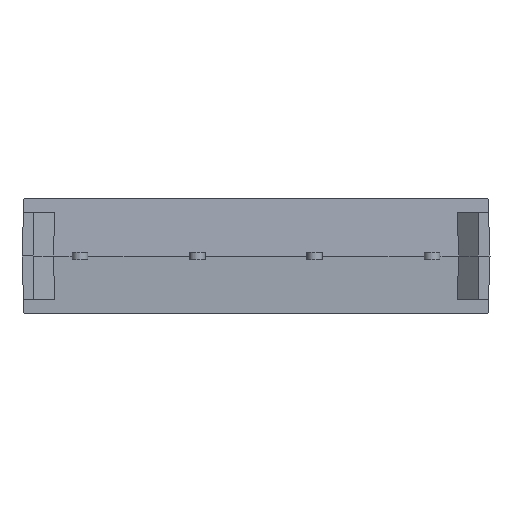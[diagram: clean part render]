
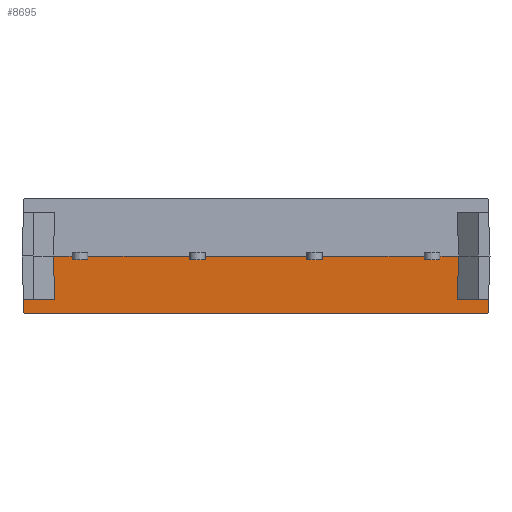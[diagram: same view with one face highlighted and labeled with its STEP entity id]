
A CAD part, front view. The second image highlights one B-rep face of the part: STEP entity #8695.
In plain terms, the highlighted planar face has unit normal (0, -0.999, -0.035).
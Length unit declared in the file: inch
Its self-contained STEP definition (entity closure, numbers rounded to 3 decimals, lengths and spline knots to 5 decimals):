
#8496=CARTESIAN_POINT('',(-0.05,-0.0554,0.005));
#8497=DIRECTION('',(0.,0.999,0.035));
#8498=DIRECTION('',(0.,-0.035,0.999));
#8499=AXIS2_PLACEMENT_3D('',#8496,#8497,#8498);
#8500=PLANE('',#8499);
#8501=CARTESIAN_POINT('',(-0.115,-0.05523,0.0));
#8502=VERTEX_POINT('',#8501);
#8503=CARTESIAN_POINT('',(-0.115,-0.0554,0.005));
#8504=VERTEX_POINT('',#8503);
#8505=CARTESIAN_POINT('',(-0.115,-0.05523,0.0));
#8506=DIRECTION('',(0.0,-0.035,0.999));
#8507=VECTOR('',#8506,0.005);
#8508=LINE('',#8505,#8507);
#8509=EDGE_CURVE('',#8502,#8504,#8508,.T.);
#8510=ORIENTED_EDGE('',*,*,#8509,.F.);
#8511=CARTESIAN_POINT('',(-0.135,-0.05523,0.0));
#8512=VERTEX_POINT('',#8511);
#8513=CARTESIAN_POINT('',(-0.135,-0.05523,0.));
#8514=DIRECTION('',(1.0,0.0,0.0));
#8515=VECTOR('',#8514,0.02);
#8516=LINE('',#8513,#8515);
#8517=EDGE_CURVE('',#8512,#8502,#8516,.T.);
#8518=ORIENTED_EDGE('',*,*,#8517,.F.);
#8519=CARTESIAN_POINT('',(-0.135,-0.0554,0.005));
#8520=VERTEX_POINT('',#8519);
#8521=CARTESIAN_POINT('',(-0.135,-0.0554,0.005));
#8522=DIRECTION('',(0.0,0.035,-0.999));
#8523=VECTOR('',#8522,0.005);
#8524=LINE('',#8521,#8523);
#8525=EDGE_CURVE('',#8520,#8512,#8524,.T.);
#8526=ORIENTED_EDGE('',*,*,#8525,.F.);
#8527=CARTESIAN_POINT('',(-0.265,-0.0554,0.005));
#8528=VERTEX_POINT('',#8527);
#8529=CARTESIAN_POINT('',(-0.135,-0.0554,0.005));
#8530=DIRECTION('',(-1.0,0.0,0.0));
#8531=VECTOR('',#8530,0.13);
#8532=LINE('',#8529,#8531);
#8533=EDGE_CURVE('',#8520,#8528,#8532,.T.);
#8534=ORIENTED_EDGE('',*,*,#8533,.T.);
#8535=CARTESIAN_POINT('',(-0.265,-0.05523,0.0));
#8536=VERTEX_POINT('',#8535);
#8537=CARTESIAN_POINT('',(-0.265,-0.05523,0.0));
#8538=DIRECTION('',(0.0,-0.035,0.999));
#8539=VECTOR('',#8538,0.005);
#8540=LINE('',#8537,#8539);
#8541=EDGE_CURVE('',#8536,#8528,#8540,.T.);
#8542=ORIENTED_EDGE('',*,*,#8541,.F.);
#8543=CARTESIAN_POINT('',(-0.285,-0.05523,0.0));
#8544=VERTEX_POINT('',#8543);
#8545=CARTESIAN_POINT('',(-0.285,-0.05523,0.));
#8546=DIRECTION('',(1.0,0.0,0.0));
#8547=VECTOR('',#8546,0.02);
#8548=LINE('',#8545,#8547);
#8549=EDGE_CURVE('',#8544,#8536,#8548,.T.);
#8550=ORIENTED_EDGE('',*,*,#8549,.F.);
#8551=CARTESIAN_POINT('',(-0.285,-0.0554,0.005));
#8552=VERTEX_POINT('',#8551);
#8553=CARTESIAN_POINT('',(-0.285,-0.0554,0.005));
#8554=DIRECTION('',(0.0,0.035,-0.999));
#8555=VECTOR('',#8554,0.005);
#8556=LINE('',#8553,#8555);
#8557=EDGE_CURVE('',#8552,#8544,#8556,.T.);
#8558=ORIENTED_EDGE('',*,*,#8557,.F.);
#8559=CARTESIAN_POINT('',(-0.309,-0.0554,0.005));
#8560=VERTEX_POINT('',#8559);
#8561=CARTESIAN_POINT('',(-0.285,-0.0554,0.005));
#8562=DIRECTION('',(-1.0,0.0,0.0));
#8563=VECTOR('',#8562,0.024);
#8564=LINE('',#8561,#8563);
#8565=EDGE_CURVE('',#8552,#8560,#8564,.T.);
#8566=ORIENTED_EDGE('',*,*,#8565,.T.);
#8567=CARTESIAN_POINT('',(-0.30708,-0.05348,-0.05));
#8568=VERTEX_POINT('',#8567);
#8569=CARTESIAN_POINT('',(-0.309,-0.0554,0.005));
#8570=DIRECTION('',(0.035,0.035,-0.999));
#8571=VECTOR('',#8570,0.05507);
#8572=LINE('',#8569,#8571);
#8573=EDGE_CURVE('',#8560,#8568,#8572,.T.);
#8574=ORIENTED_EDGE('',*,*,#8573,.T.);
#8575=CARTESIAN_POINT('',(-0.34708,-0.05348,-0.05));
#8576=VERTEX_POINT('',#8575);
#8577=CARTESIAN_POINT('',(-0.34708,-0.05348,-0.05));
#8578=DIRECTION('',(1.0,0.0,0.0));
#8579=VECTOR('',#8578,0.04);
#8580=LINE('',#8577,#8579);
#8581=EDGE_CURVE('',#8568,#8576,#8580,.F.);
#8582=ORIENTED_EDGE('',*,*,#8581,.T.);
#8583=CARTESIAN_POINT('',(-0.34642,-0.05282,-0.069));
#8584=VERTEX_POINT('',#8583);
#8585=CARTESIAN_POINT('',(-0.34708,-0.05348,-0.05));
#8586=DIRECTION('',(0.035,0.035,-0.999));
#8587=VECTOR('',#8586,0.01902);
#8588=LINE('',#8585,#8587);
#8589=EDGE_CURVE('',#8584,#8576,#8588,.F.);
#8590=ORIENTED_EDGE('',*,*,#8589,.F.);
#8591=CARTESIAN_POINT('',(0.24642,-0.05282,-0.069));
#8592=VERTEX_POINT('',#8591);
#8593=CARTESIAN_POINT('',(0.24642,-0.05282,-0.069));
#8594=DIRECTION('',(-1.0,0.0,0.0));
#8595=VECTOR('',#8594,0.59283);
#8596=LINE('',#8593,#8595);
#8597=EDGE_CURVE('',#8592,#8584,#8596,.T.);
#8598=ORIENTED_EDGE('',*,*,#8597,.F.);
#8599=CARTESIAN_POINT('',(0.24708,-0.05348,-0.05));
#8600=VERTEX_POINT('',#8599);
#8601=CARTESIAN_POINT('',(0.24708,-0.05348,-0.05));
#8602=DIRECTION('',(-0.035,0.035,-0.999));
#8603=VECTOR('',#8602,0.01902);
#8604=LINE('',#8601,#8603);
#8605=EDGE_CURVE('',#8600,#8592,#8604,.T.);
#8606=ORIENTED_EDGE('',*,*,#8605,.F.);
#8607=CARTESIAN_POINT('',(0.20708,-0.05348,-0.05));
#8608=VERTEX_POINT('',#8607);
#8609=CARTESIAN_POINT('',(0.20708,-0.05348,-0.05));
#8610=DIRECTION('',(1.0,0.0,0.0));
#8611=VECTOR('',#8610,0.04);
#8612=LINE('',#8609,#8611);
#8613=EDGE_CURVE('',#8600,#8608,#8612,.F.);
#8614=ORIENTED_EDGE('',*,*,#8613,.T.);
#8615=CARTESIAN_POINT('',(0.209,-0.0554,0.005));
#8616=VERTEX_POINT('',#8615);
#8617=CARTESIAN_POINT('',(0.20708,-0.05348,-0.05));
#8618=DIRECTION('',(0.035,-0.035,0.999));
#8619=VECTOR('',#8618,0.05507);
#8620=LINE('',#8617,#8619);
#8621=EDGE_CURVE('',#8608,#8616,#8620,.T.);
#8622=ORIENTED_EDGE('',*,*,#8621,.T.);
#8623=CARTESIAN_POINT('',(0.185,-0.0554,0.005));
#8624=VERTEX_POINT('',#8623);
#8625=CARTESIAN_POINT('',(0.209,-0.0554,0.005));
#8626=DIRECTION('',(-1.0,0.0,0.0));
#8627=VECTOR('',#8626,0.024);
#8628=LINE('',#8625,#8627);
#8629=EDGE_CURVE('',#8616,#8624,#8628,.T.);
#8630=ORIENTED_EDGE('',*,*,#8629,.T.);
#8631=CARTESIAN_POINT('',(0.185,-0.05523,0.0));
#8632=VERTEX_POINT('',#8631);
#8633=CARTESIAN_POINT('',(0.185,-0.05523,0.));
#8634=DIRECTION('',(0.0,-0.035,0.999));
#8635=VECTOR('',#8634,0.005);
#8636=LINE('',#8633,#8635);
#8637=EDGE_CURVE('',#8632,#8624,#8636,.T.);
#8638=ORIENTED_EDGE('',*,*,#8637,.F.);
#8639=CARTESIAN_POINT('',(0.165,-0.05523,0.0));
#8640=VERTEX_POINT('',#8639);
#8641=CARTESIAN_POINT('',(0.165,-0.05523,0.));
#8642=DIRECTION('',(1.0,0.0,0.0));
#8643=VECTOR('',#8642,0.02);
#8644=LINE('',#8641,#8643);
#8645=EDGE_CURVE('',#8640,#8632,#8644,.T.);
#8646=ORIENTED_EDGE('',*,*,#8645,.F.);
#8647=CARTESIAN_POINT('',(0.165,-0.0554,0.005));
#8648=VERTEX_POINT('',#8647);
#8649=CARTESIAN_POINT('',(0.165,-0.0554,0.005));
#8650=DIRECTION('',(0.0,0.035,-0.999));
#8651=VECTOR('',#8650,0.005);
#8652=LINE('',#8649,#8651);
#8653=EDGE_CURVE('',#8648,#8640,#8652,.T.);
#8654=ORIENTED_EDGE('',*,*,#8653,.F.);
#8655=CARTESIAN_POINT('',(0.035,-0.0554,0.005));
#8656=VERTEX_POINT('',#8655);
#8657=CARTESIAN_POINT('',(0.165,-0.0554,0.005));
#8658=DIRECTION('',(-1.0,0.0,0.0));
#8659=VECTOR('',#8658,0.13);
#8660=LINE('',#8657,#8659);
#8661=EDGE_CURVE('',#8648,#8656,#8660,.T.);
#8662=ORIENTED_EDGE('',*,*,#8661,.T.);
#8663=CARTESIAN_POINT('',(0.035,-0.05523,0.0));
#8664=VERTEX_POINT('',#8663);
#8665=CARTESIAN_POINT('',(0.035,-0.05523,0.0));
#8666=DIRECTION('',(0.0,-0.035,0.999));
#8667=VECTOR('',#8666,0.005);
#8668=LINE('',#8665,#8667);
#8669=EDGE_CURVE('',#8664,#8656,#8668,.T.);
#8670=ORIENTED_EDGE('',*,*,#8669,.F.);
#8671=CARTESIAN_POINT('',(0.015,-0.05523,0.0));
#8672=VERTEX_POINT('',#8671);
#8673=CARTESIAN_POINT('',(0.015,-0.05523,0.));
#8674=DIRECTION('',(1.0,0.0,0.0));
#8675=VECTOR('',#8674,0.02);
#8676=LINE('',#8673,#8675);
#8677=EDGE_CURVE('',#8672,#8664,#8676,.T.);
#8678=ORIENTED_EDGE('',*,*,#8677,.F.);
#8679=CARTESIAN_POINT('',(0.015,-0.0554,0.005));
#8680=VERTEX_POINT('',#8679);
#8681=CARTESIAN_POINT('',(0.015,-0.0554,0.005));
#8682=DIRECTION('',(0.0,0.035,-0.999));
#8683=VECTOR('',#8682,0.005);
#8684=LINE('',#8681,#8683);
#8685=EDGE_CURVE('',#8680,#8672,#8684,.T.);
#8686=ORIENTED_EDGE('',*,*,#8685,.F.);
#8687=CARTESIAN_POINT('',(0.015,-0.0554,0.005));
#8688=DIRECTION('',(-1.0,0.0,0.0));
#8689=VECTOR('',#8688,0.13);
#8690=LINE('',#8687,#8689);
#8691=EDGE_CURVE('',#8680,#8504,#8690,.T.);
#8692=ORIENTED_EDGE('',*,*,#8691,.T.);
#8693=EDGE_LOOP('',(#8510,#8518,#8526,#8534,#8542,#8550,#8558,#8566,#8574,#8582,#8590,#8598,#8606,#8614,#8622,#8630,#8638,#8646,#8654,#8662,#8670,#8678,#8686,#8692));
#8694=FACE_OUTER_BOUND('',#8693,.T.);
#8695=ADVANCED_FACE('',(#8694),#8500,.F.);
